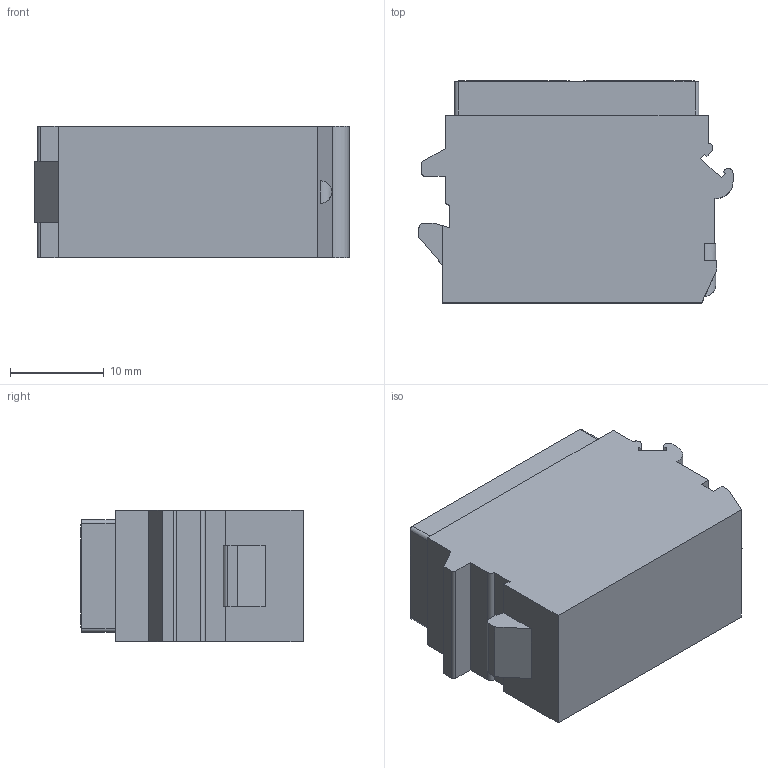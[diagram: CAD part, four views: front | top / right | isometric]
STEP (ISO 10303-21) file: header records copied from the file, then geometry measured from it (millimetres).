
FILE_DESCRIPTION((''),'2;1');
FILE_NAME('00175550402','2020-07-06T',('presta_be4'),(''),'CREO PARAMETRIC BY PTC INC, 2018360','CREO PARAMETRIC BY PTC INC, 2018360','');
FILE_SCHEMA(('CONFIG_CONTROL_DESIGN'));
Length unit declared in the file: millimetre
Products named in the file (1): 00175550402
Bounding box: 33.45 x 23.65 x 14 mm (x, y, z)
Volume: 7930.9 mm3; surface area: 7623.3 mm2
Topology: 1 solids, 1 shells, 1078 faces, 2895 edges, 1837 vertices
Faces by surface type: plane 529, cylinder 213, torus 152, cone 128, bspline 48, sphere 8
Entity records: 40745 total; most frequent: CARTESIAN_POINT 13850, ORIENTED_EDGE 5750, DIRECTION 5575, EDGE_CURVE 2875, AXIS2_PLACEMENT_3D 2078, VERTEX_POINT 1837, VECTOR 1419, LINE 1419
